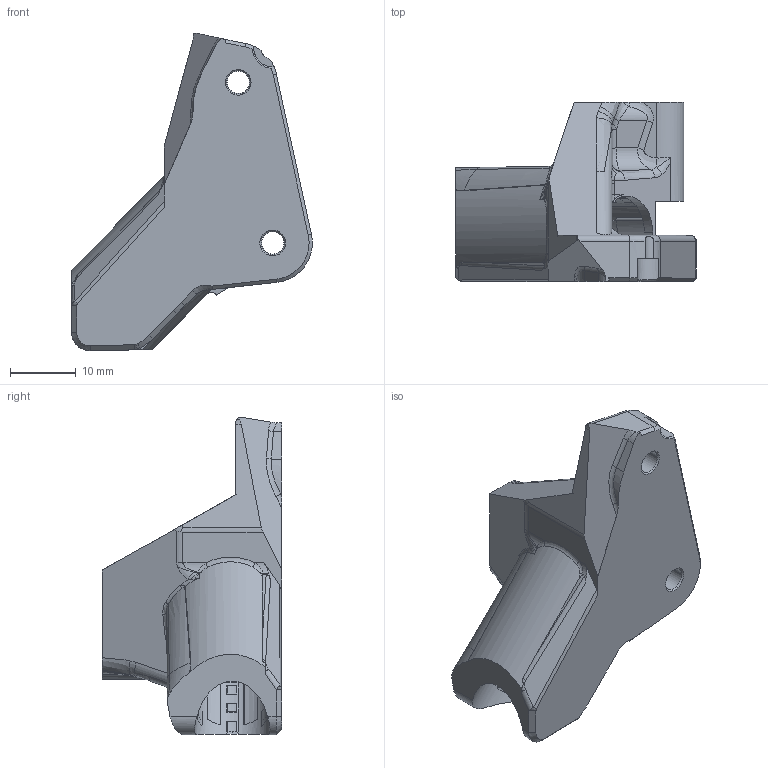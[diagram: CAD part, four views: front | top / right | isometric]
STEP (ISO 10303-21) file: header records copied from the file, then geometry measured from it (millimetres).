
FILE_DESCRIPTION((''),'2;1');
FILE_NAME('REAR_CUT_OUT_2','2026-01-22T15:02:01',('james'),(''),'CREO PARAMETRIC BY PTC INC, 2023294','CREO PARAMETRIC BY PTC INC, 2023294','');
FILE_SCHEMA(('CONFIG_CONTROL_DESIGN'));
Length unit declared in the file: millimetre
Products named in the file (1): REAR_CUT_OUT_2
Bounding box: 36.68 x 27.28 x 48.39 mm (x, y, z)
Volume: 10324 mm3; surface area: 6337.5 mm2
Topology: 1 solids, 1 shells, 504 faces, 1349 edges, 869 vertices
Faces by surface type: plane 269, cylinder 139, bspline 76, cone 13, extrusion 4, torus 2, sphere 1
Entity records: 31280 total; most frequent: CARTESIAN_POINT 19208, ORIENTED_EDGE 2698, DIRECTION 2259, EDGE_CURVE 1349, VERTEX_POINT 869, AXIS2_PLACEMENT_3D 785, VECTOR 689, LINE 685
